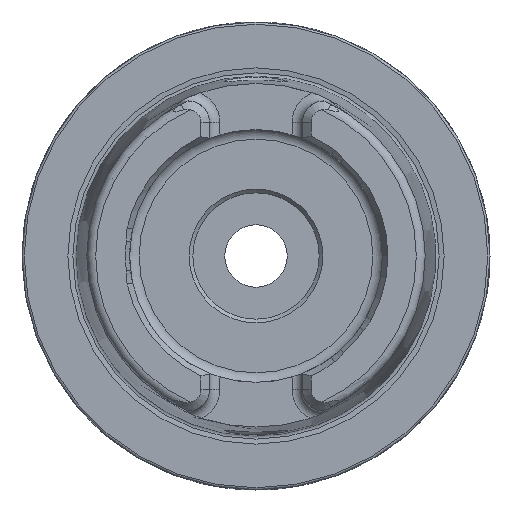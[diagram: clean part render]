
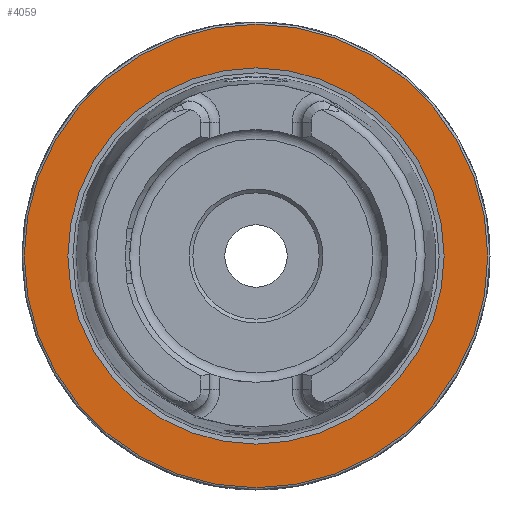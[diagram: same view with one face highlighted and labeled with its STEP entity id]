
A CAD part, left-side view. The second image highlights one B-rep face of the part: STEP entity #4059.
In plain terms, the highlighted planar face has unit normal (-1, 0, 0).
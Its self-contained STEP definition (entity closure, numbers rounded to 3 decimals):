
#215 = CARTESIAN_POINT ( 'NONE',  ( 0., 0., 0. ) ) ;
#263 = CARTESIAN_POINT ( 'NONE',  ( 0., 0., 25.324 ) ) ;
#287 = DIRECTION ( 'NONE',  ( 0., 0., 1. ) ) ;
#811 = CIRCLE ( 'NONE', #7829, 31.2 ) ;
#1369 = FACE_BOUND ( 'NONE', #7346, .T. ) ;
#1372 = CARTESIAN_POINT ( 'NONE',  ( 0., 0., 0. ) ) ;
#1803 = EDGE_LOOP ( 'NONE', ( #7437 ) ) ;
#2145 = DIRECTION ( 'NONE',  ( 1., 0., 0. ) ) ;
#2304 = ORIENTED_EDGE ( 'NONE', *, *, #6526, .F. ) ;
#2471 = AXIS2_PLACEMENT_3D ( 'NONE', #215, #2689, #287 ) ;
#2689 = DIRECTION ( 'NONE',  ( -1., 0., 0. ) ) ;
#3188 = DIRECTION ( 'NONE',  ( -1., 0., 0. ) ) ;
#3233 = VERTEX_POINT ( 'NONE', #7525 ) ;
#3589 = CIRCLE ( 'NONE', #2471, 25.324 ) ;
#4059 = ADVANCED_FACE ( 'NONE', ( #1369, #4336 ), #5829, .F. ) ;
#4336 = FACE_OUTER_BOUND ( 'NONE', #1803, .T. ) ;
#4415 = DIRECTION ( 'NONE',  ( 0., 0., 1. ) ) ;
#5734 = AXIS2_PLACEMENT_3D ( 'NONE', #5803, #2145, #6430 ) ;
#5803 = CARTESIAN_POINT ( 'NONE',  ( 0., 31.2, 0. ) ) ;
#5829 = PLANE ( 'NONE',  #5734 ) ;
#6397 = EDGE_CURVE ( 'NONE', #3233, #3233, #811, .T. ) ;
#6430 = DIRECTION ( 'NONE',  ( 0., 0., -1. ) ) ;
#6526 = EDGE_CURVE ( 'NONE', #7571, #7571, #3589, .T. ) ;
#7346 = EDGE_LOOP ( 'NONE', ( #2304 ) ) ;
#7437 = ORIENTED_EDGE ( 'NONE', *, *, #6397, .T. ) ;
#7525 = CARTESIAN_POINT ( 'NONE',  ( 0., 0., 31.2 ) ) ;
#7571 = VERTEX_POINT ( 'NONE', #263 ) ;
#7829 = AXIS2_PLACEMENT_3D ( 'NONE', #1372, #3188, #4415 ) ;
